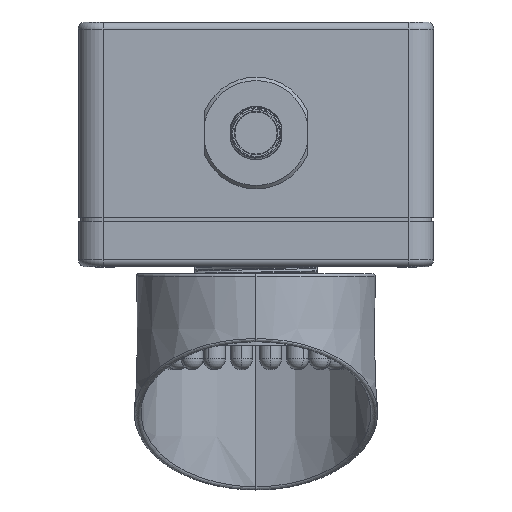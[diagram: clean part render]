
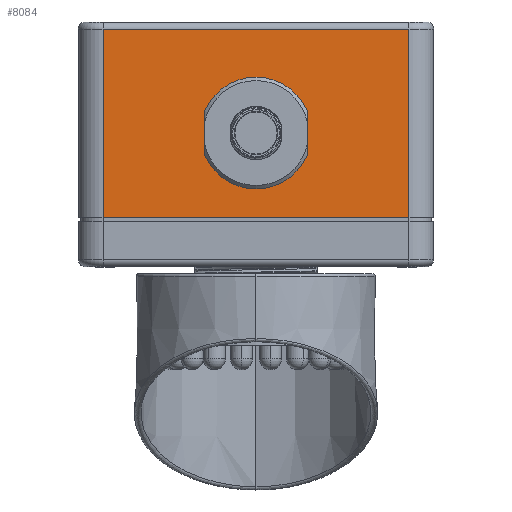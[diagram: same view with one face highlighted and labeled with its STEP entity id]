
A CAD part, front view. The second image highlights one B-rep face of the part: STEP entity #8084.
In plain terms, the highlighted planar face has unit normal (0, -1, 0).
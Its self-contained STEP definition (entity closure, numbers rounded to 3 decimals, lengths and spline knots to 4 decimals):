
#481=DIRECTION('',(1.,0.,0.));
#482=VECTOR('',#481,2.7115);
#483=CARTESIAN_POINT('',(0.219,-0.0001,2.107));
#484=LINE('',#483,#482);
#485=DIRECTION('',(0.,0.,-1.));
#486=VECTOR('',#485,1.667);
#487=CARTESIAN_POINT('',(2.9305,0.0001,2.107));
#488=LINE('',#487,#486);
#489=DIRECTION('',(-1.,0.,0.));
#490=VECTOR('',#489,2.7115);
#491=CARTESIAN_POINT('',(2.9305,0.0001,0.44));
#492=LINE('',#491,#490);
#493=CARTESIAN_POINT('',(1.5744,0.,1.1857));
#494=DIRECTION('',(0.,-1.,0.));
#495=DIRECTION('',(0.,0.,-1.));
#496=AXIS2_PLACEMENT_3D('',#493,#494,#495);
#498=CARTESIAN_POINT('',(1.5744,0.,1.1857));
#499=DIRECTION('',(0.,-1.,0.));
#500=DIRECTION('',(0.,0.,1.));
#501=AXIS2_PLACEMENT_3D('',#498,#499,#500);
#654=DIRECTION('',(0.,0.,-1.));
#655=VECTOR('',#654,1.667);
#656=CARTESIAN_POINT('',(0.219,-0.0001,2.107));
#657=LINE('',#656,#655);
#5773=CARTESIAN_POINT('',(2.9305,0.0001,0.44));
#5774=CARTESIAN_POINT('',(0.219,-0.0001,0.44));
#5775=VERTEX_POINT('',#5773);
#5776=VERTEX_POINT('',#5774);
#6334=CARTESIAN_POINT('',(0.219,-0.0001,2.107));
#6336=VERTEX_POINT('',#6334);
#6339=CARTESIAN_POINT('',(2.9305,0.0001,2.107));
#6340=VERTEX_POINT('',#6339);
#6361=CARTESIAN_POINT('',(1.5744,0.,
0.7773));
#6362=CARTESIAN_POINT('',(1.5744,0.,
1.5942));
#6363=VERTEX_POINT('',#6361);
#6364=VERTEX_POINT('',#6362);
#8064=CARTESIAN_POINT('',(2.9305,0.0001,2.17));
#8065=DIRECTION('',(0.,-1.,0.));
#8066=DIRECTION('',(-1.,0.,0.));
#8067=AXIS2_PLACEMENT_3D('',#8064,#8065,#8066);
#8068=PLANE('',#8067);
#8070=ORIENTED_EDGE('',*,*,#8069,.T.);
#8072=ORIENTED_EDGE('',*,*,#8071,.T.);
#8073=ORIENTED_EDGE('',*,*,#8035,.T.);
#8075=ORIENTED_EDGE('',*,*,#8074,.F.);
#8076=EDGE_LOOP('',(#8070,#8072,#8073,#8075));
#8077=FACE_OUTER_BOUND('',#8076,.F.);
#8079=ORIENTED_EDGE('',*,*,#8078,.T.);
#8081=ORIENTED_EDGE('',*,*,#8080,.T.);
#8082=EDGE_LOOP('',(#8079,#8081));
#8083=FACE_BOUND('',#8082,.F.);
#8084=ADVANCED_FACE('',(#8077,#8083),#8068,.T.);
#497=CIRCLE('',#496,0.4085);
#502=CIRCLE('',#501,0.4085);
#8035=EDGE_CURVE('',#5775,#5776,#492,.T.);
#8069=EDGE_CURVE('',#6336,#6340,#484,.T.);
#8071=EDGE_CURVE('',#6340,#5775,#488,.T.);
#8074=EDGE_CURVE('',#6336,#5776,#657,.T.);
#8078=EDGE_CURVE('',#6363,#6364,#497,.T.);
#8080=EDGE_CURVE('',#6364,#6363,#502,.T.);
